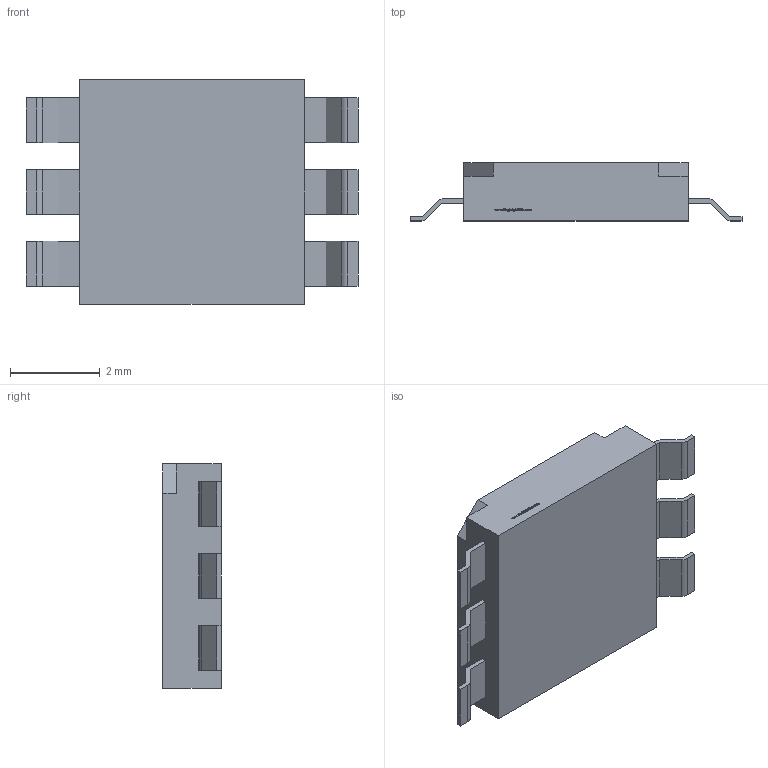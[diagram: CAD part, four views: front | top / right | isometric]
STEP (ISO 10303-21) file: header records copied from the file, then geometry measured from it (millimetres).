
FILE_DESCRIPTION (( 'STEP AP214' ), '1' );
FILE_NAME ('AAAF5051-03.STEP', '2010-01-04T16:58:19', ( '' ), ( '' ), 'SwSTEP 2.0', 'SolidWorks 2008', '' );
FILE_SCHEMA (( 'AUTOMOTIVE_DESIGN' ));
Length unit declared in the file: millimetre
Products named in the file (1): AAAF5051-03
Bounding box: 7.4 x 1.3 x 5 mm (x, y, z)
Volume: 15.3 mm3; surface area: 109.9 mm2
Topology: 1 solids, 1 shells, 368 faces, 993 edges, 662 vertices
Faces by surface type: plane 236, bspline 116, cylinder 16
Entity records: 20844 total; most frequent: CARTESIAN_POINT 8412, ORIENTED_EDGE 1986, DIRECTION 1299, EDGE_CURVE 993, LINE 729, VECTOR 729, VERTEX_POINT 662, EDGE_LOOP 403
